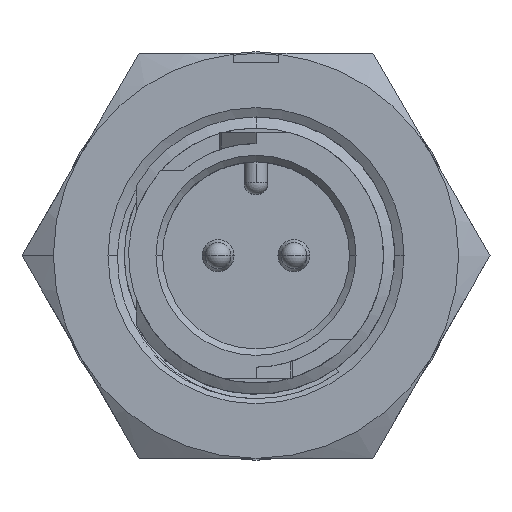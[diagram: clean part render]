
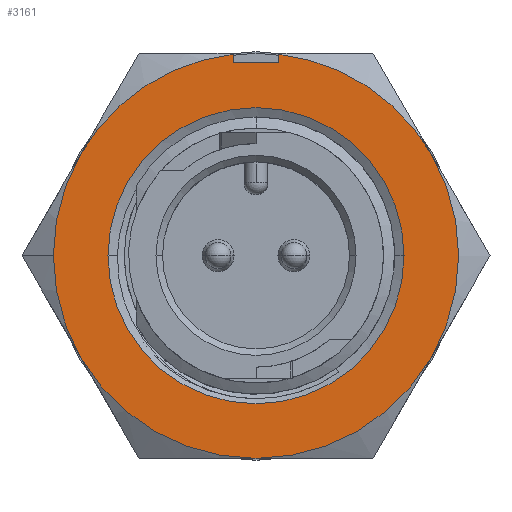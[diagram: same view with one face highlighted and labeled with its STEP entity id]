
A CAD part, top view. The second image highlights one B-rep face of the part: STEP entity #3161.
In plain terms, the highlighted planar face has unit normal (0, 0, 1).
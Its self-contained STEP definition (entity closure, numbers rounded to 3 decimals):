
#262 = EDGE_CURVE ( 'NONE', #7526, #8962, #2079, .T. ) ;
#268 = CARTESIAN_POINT ( 'NONE',  ( 0.889, 8.938, 7.426 ) ) ;
#336 = DIRECTION ( 'NONE',  ( -1., 0., 0. ) ) ;
#357 = VECTOR ( 'NONE', #711, 1000. ) ;
#425 = ORIENTED_EDGE ( 'NONE', *, *, #5019, .T. ) ;
#501 = CARTESIAN_POINT ( 'NONE',  ( -0.889, 7.824, 7.426 ) ) ;
#711 = DIRECTION ( 'NONE',  ( 0., -1., 0. ) ) ;
#964 = ORIENTED_EDGE ( 'NONE', *, *, #1140, .F. ) ;
#996 = CARTESIAN_POINT ( 'NONE',  ( -0.889, 7.493, 7.426 ) ) ;
#1075 = VERTEX_POINT ( 'NONE', #6626 ) ;
#1140 = EDGE_CURVE ( 'NONE', #9955, #7526, #3964, .T. ) ;
#1183 = DIRECTION ( 'NONE',  ( 0., 0., -1. ) ) ;
#1201 = ORIENTED_EDGE ( 'NONE', *, *, #9610, .F. ) ;
#1245 = AXIS2_PLACEMENT_3D ( 'NONE', #7920, #3380, #10645 ) ;
#1293 = CARTESIAN_POINT ( 'NONE',  ( -5.753, 0., 7.426 ) ) ;
#1399 = EDGE_CURVE ( 'NONE', #8455, #3953, #4810, .T. ) ;
#1437 = EDGE_LOOP ( 'NONE', ( #3966, #425 ) ) ;
#1542 = FACE_OUTER_BOUND ( 'NONE', #9977, .T. ) ;
#1549 = AXIS2_PLACEMENT_3D ( 'NONE', #2256, #5901, #336 ) ;
#1964 = CARTESIAN_POINT ( 'NONE',  ( 0., 0., 7.426 ) ) ;
#2079 = CIRCLE ( 'NONE', #9320, 7.874 ) ;
#2088 = AXIS2_PLACEMENT_3D ( 'NONE', #2354, #6006, #11607 ) ;
#2146 = CARTESIAN_POINT ( 'NONE',  ( -0.889, 7.493, 7.426 ) ) ;
#2256 = CARTESIAN_POINT ( 'NONE',  ( 0., 0., 7.426 ) ) ;
#2267 = FACE_BOUND ( 'NONE', #1437, .T. ) ;
#2354 = CARTESIAN_POINT ( 'NONE',  ( 0., 0., 7.426 ) ) ;
#2461 = CIRCLE ( 'NONE', #2088, 7.874 ) ;
#2667 = CIRCLE ( 'NONE', #10470, 7.874 ) ;
#3044 = DIRECTION ( 'NONE',  ( -1., 0., 0. ) ) ;
#3161 = ADVANCED_FACE ( 'NONE', ( #2267, #1542 ), #4227, .F. ) ;
#3179 = DIRECTION ( 'NONE',  ( -1., 0., 0. ) ) ;
#3380 = DIRECTION ( 'NONE',  ( 0., 0., -1. ) ) ;
#3409 = CARTESIAN_POINT ( 'NONE',  ( 0., 0., 7.426 ) ) ;
#3557 = EDGE_CURVE ( 'NONE', #9209, #9955, #6712, .T. ) ;
#3570 = AXIS2_PLACEMENT_3D ( 'NONE', #1964, #1183, #10257 ) ;
#3685 = VERTEX_POINT ( 'NONE', #5279 ) ;
#3953 = VERTEX_POINT ( 'NONE', #8999 ) ;
#3964 = CIRCLE ( 'NONE', #3570, 7.874 ) ;
#3966 = ORIENTED_EDGE ( 'NONE', *, *, #10209, .T. ) ;
#4068 = ORIENTED_EDGE ( 'NONE', *, *, #7451, .F. ) ;
#4227 = PLANE ( 'NONE',  #8609 ) ;
#4509 = CARTESIAN_POINT ( 'NONE',  ( 0., -7.874, 7.426 ) ) ;
#4524 = CARTESIAN_POINT ( 'NONE',  ( -0.889, 8.938, 7.426 ) ) ;
#4742 = AXIS2_PLACEMENT_3D ( 'NONE', #5209, #5384, #8024 ) ;
#4810 = LINE ( 'NONE', #268, #9491 ) ;
#4963 = DIRECTION ( 'NONE',  ( 0., 0., -1. ) ) ;
#4997 = CARTESIAN_POINT ( 'NONE',  ( 0., 0., 7.426 ) ) ;
#5005 = CARTESIAN_POINT ( 'NONE',  ( 0., -15.748, 7.426 ) ) ;
#5019 = EDGE_CURVE ( 'NONE', #11312, #1075, #9640, .T. ) ;
#5093 = ORIENTED_EDGE ( 'NONE', *, *, #262, .F. ) ;
#5126 = DIRECTION ( 'NONE',  ( 0., 0., -1. ) ) ;
#5151 = AXIS2_PLACEMENT_3D ( 'NONE', #3409, #4963, #3179 ) ;
#5209 = CARTESIAN_POINT ( 'NONE',  ( 0., 0., 7.426 ) ) ;
#5279 = CARTESIAN_POINT ( 'NONE',  ( 6.819, 3.937, 7.426 ) ) ;
#5384 = DIRECTION ( 'NONE',  ( 0., 0., -1. ) ) ;
#5602 = CARTESIAN_POINT ( 'NONE',  ( 0.889, 7.493, 7.426 ) ) ;
#5730 = CIRCLE ( 'NONE', #5151, 7.874 ) ;
#5895 = CARTESIAN_POINT ( 'NONE',  ( 0., 0., 7.426 ) ) ;
#5901 = DIRECTION ( 'NONE',  ( 0., 0., -1. ) ) ;
#6006 = DIRECTION ( 'NONE',  ( 0., 0., -1. ) ) ;
#6023 = ORIENTED_EDGE ( 'NONE', *, *, #8660, .F. ) ;
#6141 = CARTESIAN_POINT ( 'NONE',  ( -6.819, 3.937, 7.426 ) ) ;
#6626 = CARTESIAN_POINT ( 'NONE',  ( 5.753, 0., 7.426 ) ) ;
#6712 = CIRCLE ( 'NONE', #1549, 7.874 ) ;
#6797 = DIRECTION ( 'NONE',  ( 0., 0., -1. ) ) ;
#6904 = DIRECTION ( 'NONE',  ( 1., 0., 0. ) ) ;
#6914 = DIRECTION ( 'NONE',  ( -1., 0., 0. ) ) ;
#7151 = ORIENTED_EDGE ( 'NONE', *, *, #3557, .F. ) ;
#7226 = VECTOR ( 'NONE', #6904, 1000. ) ;
#7369 = EDGE_CURVE ( 'NONE', #11219, #8455, #11371, .T. ) ;
#7370 = ORIENTED_EDGE ( 'NONE', *, *, #7369, .F. ) ;
#7451 = EDGE_CURVE ( 'NONE', #8085, #8396, #8571, .T. ) ;
#7526 = VERTEX_POINT ( 'NONE', #6141 ) ;
#7564 = DIRECTION ( 'NONE',  ( 0., 0., -1. ) ) ;
#7884 = CARTESIAN_POINT ( 'NONE',  ( -7.874, 0., 7.426 ) ) ;
#7920 = CARTESIAN_POINT ( 'NONE',  ( 0., 0., 7.426 ) ) ;
#7981 = EDGE_CURVE ( 'NONE', #3953, #3685, #2461, .T. ) ;
#8024 = DIRECTION ( 'NONE',  ( -1., 0., 0. ) ) ;
#8085 = VERTEX_POINT ( 'NONE', #9158 ) ;
#8281 = DIRECTION ( 'NONE',  ( 0., 1., 0. ) ) ;
#8391 = AXIS2_PLACEMENT_3D ( 'NONE', #4997, #6797, #3044 ) ;
#8396 = VERTEX_POINT ( 'NONE', #4509 ) ;
#8455 = VERTEX_POINT ( 'NONE', #5602 ) ;
#8571 = CIRCLE ( 'NONE', #8391, 7.874 ) ;
#8609 = AXIS2_PLACEMENT_3D ( 'NONE', #5005, #5126, #6914 ) ;
#8660 = EDGE_CURVE ( 'NONE', #8396, #9209, #2667, .T. ) ;
#8739 = CIRCLE ( 'NONE', #4742, 5.753 ) ;
#8962 = VERTEX_POINT ( 'NONE', #501 ) ;
#8997 = DIRECTION ( 'NONE',  ( 0., 0., -1. ) ) ;
#8999 = CARTESIAN_POINT ( 'NONE',  ( 0.889, 7.824, 7.426 ) ) ;
#9158 = CARTESIAN_POINT ( 'NONE',  ( 6.819, -3.937, 7.426 ) ) ;
#9209 = VERTEX_POINT ( 'NONE', #10556 ) ;
#9320 = AXIS2_PLACEMENT_3D ( 'NONE', #10605, #8997, #10839 ) ;
#9333 = EDGE_CURVE ( 'NONE', #3685, #8085, #5730, .T. ) ;
#9491 = VECTOR ( 'NONE', #8281, 1000. ) ;
#9610 = EDGE_CURVE ( 'NONE', #8962, #11219, #9792, .T. ) ;
#9640 = CIRCLE ( 'NONE', #1245, 5.753 ) ;
#9792 = LINE ( 'NONE', #4524, #357 ) ;
#9955 = VERTEX_POINT ( 'NONE', #7884 ) ;
#9977 = EDGE_LOOP ( 'NONE', ( #11715, #10407, #7370, #1201, #5093, #964, #7151, #6023, #4068, #11507 ) ) ;
#10209 = EDGE_CURVE ( 'NONE', #1075, #11312, #8739, .T. ) ;
#10244 = DIRECTION ( 'NONE',  ( -1., 0., 0. ) ) ;
#10257 = DIRECTION ( 'NONE',  ( -1., 0., 0. ) ) ;
#10407 = ORIENTED_EDGE ( 'NONE', *, *, #1399, .F. ) ;
#10470 = AXIS2_PLACEMENT_3D ( 'NONE', #5895, #7564, #10244 ) ;
#10556 = CARTESIAN_POINT ( 'NONE',  ( -6.819, -3.937, 7.426 ) ) ;
#10605 = CARTESIAN_POINT ( 'NONE',  ( 0., 0., 7.426 ) ) ;
#10645 = DIRECTION ( 'NONE',  ( -1., 0., 0. ) ) ;
#10839 = DIRECTION ( 'NONE',  ( -1., 0., 0. ) ) ;
#11219 = VERTEX_POINT ( 'NONE', #996 ) ;
#11312 = VERTEX_POINT ( 'NONE', #1293 ) ;
#11371 = LINE ( 'NONE', #2146, #7226 ) ;
#11507 = ORIENTED_EDGE ( 'NONE', *, *, #9333, .F. ) ;
#11607 = DIRECTION ( 'NONE',  ( -1., 0., 0. ) ) ;
#11715 = ORIENTED_EDGE ( 'NONE', *, *, #7981, .F. ) ;
